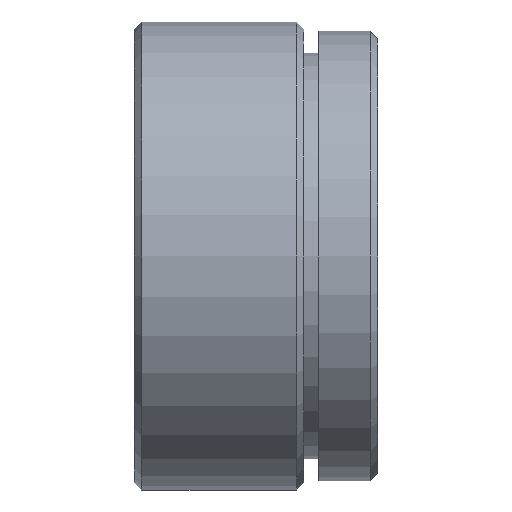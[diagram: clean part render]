
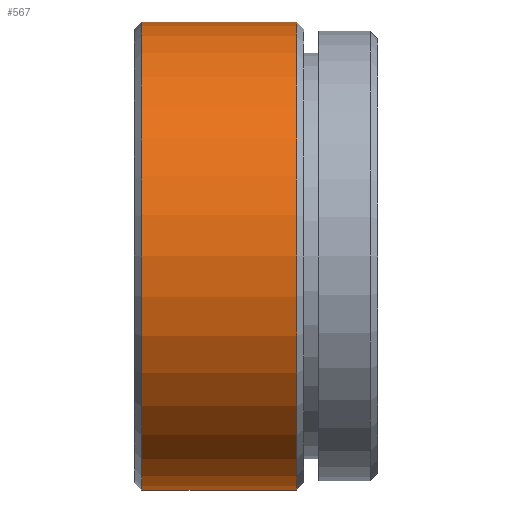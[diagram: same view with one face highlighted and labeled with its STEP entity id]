
A CAD part, left-side view. The second image highlights one B-rep face of the part: STEP entity #567.
In plain terms, the highlighted cylindrical face has radius 15.875 mm (diameter 31.75 mm), a partial arc.
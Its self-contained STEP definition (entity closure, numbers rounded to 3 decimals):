
#92 = CYLINDRICAL_SURFACE ( 'NONE', #853, 15.875 ) ;
#96 = VERTEX_POINT ( 'NONE', #724 ) ;
#126 = FACE_OUTER_BOUND ( 'NONE', #636, .T. ) ;
#137 = VERTEX_POINT ( 'NONE', #456 ) ;
#196 = ORIENTED_EDGE ( 'NONE', *, *, #241, .T. ) ;
#207 = ORIENTED_EDGE ( 'NONE', *, *, #256, .T. ) ;
#241 = EDGE_CURVE ( 'NONE', #296, #96, #319, .T. ) ;
#245 = CIRCLE ( 'NONE', #304, 15.875 ) ;
#247 = DIRECTION ( 'NONE',  ( 0., -1., 0. ) ) ;
#250 = CARTESIAN_POINT ( 'NONE',  ( 0., 0., 15.875 ) ) ;
#256 = EDGE_CURVE ( 'NONE', #788, #296, #784, .T. ) ;
#296 = VERTEX_POINT ( 'NONE', #874 ) ;
#304 = AXIS2_PLACEMENT_3D ( 'NONE', #529, #454, #467 ) ;
#319 = CIRCLE ( 'NONE', #620, 15.875 ) ;
#391 = EDGE_CURVE ( 'NONE', #137, #788, #245, .T. ) ;
#454 = DIRECTION ( 'NONE',  ( 0., -1., 0. ) ) ;
#456 = CARTESIAN_POINT ( 'NONE',  ( 0., 16., 15.875 ) ) ;
#467 = DIRECTION ( 'NONE',  ( 0., 0., 1. ) ) ;
#486 = EDGE_CURVE ( 'NONE', #137, #96, #704, .T. ) ;
#501 = DIRECTION ( 'NONE',  ( 0., 0., -1. ) ) ;
#509 = DIRECTION ( 'NONE',  ( 0., -1., 0. ) ) ;
#512 = CARTESIAN_POINT ( 'NONE',  ( 0., 0., 0. ) ) ;
#529 = CARTESIAN_POINT ( 'NONE',  ( 0., 16., 0. ) ) ;
#566 = ORIENTED_EDGE ( 'NONE', *, *, #391, .T. ) ;
#567 = ADVANCED_FACE ( 'NONE', ( #126 ), #92, .T. ) ;
#619 = CARTESIAN_POINT ( 'NONE',  ( 0., 16., -15.875 ) ) ;
#620 = AXIS2_PLACEMENT_3D ( 'NONE', #833, #835, #836 ) ;
#636 = EDGE_LOOP ( 'NONE', ( #871, #566, #207, #196 ) ) ;
#691 = VECTOR ( 'NONE', #247, 1000. ) ;
#704 = LINE ( 'NONE', #250, #691 ) ;
#724 = CARTESIAN_POINT ( 'NONE',  ( 0., 5.5, 15.875 ) ) ;
#784 = LINE ( 'NONE', #807, #810 ) ;
#788 = VERTEX_POINT ( 'NONE', #619 ) ;
#807 = CARTESIAN_POINT ( 'NONE',  ( 0., 0., -15.875 ) ) ;
#810 = VECTOR ( 'NONE', #831, 1000. ) ;
#831 = DIRECTION ( 'NONE',  ( 0., -1., 0. ) ) ;
#833 = CARTESIAN_POINT ( 'NONE',  ( 0., 5.5, 0. ) ) ;
#835 = DIRECTION ( 'NONE',  ( 0., 1., 0. ) ) ;
#836 = DIRECTION ( 'NONE',  ( 0., 0., -1. ) ) ;
#853 = AXIS2_PLACEMENT_3D ( 'NONE', #512, #509, #501 ) ;
#871 = ORIENTED_EDGE ( 'NONE', *, *, #486, .F. ) ;
#874 = CARTESIAN_POINT ( 'NONE',  ( 0., 5.5, -15.875 ) ) ;
